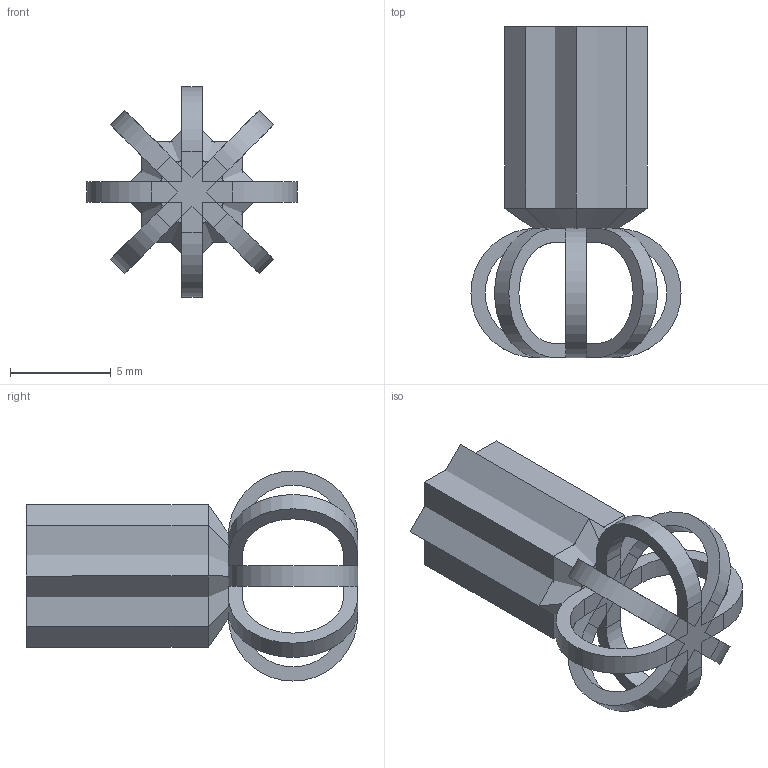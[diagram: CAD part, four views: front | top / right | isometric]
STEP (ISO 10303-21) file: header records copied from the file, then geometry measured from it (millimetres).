
FILE_DESCRIPTION (( 'STEP AP214' ), '1' );
FILE_NAME ('SpringResonator_2x45_2.5_0.7_1.STEP', '2022-12-08T16:48:14', ( '' ), ( '' ), 'SwSTEP 2.0', 'SolidWorks 2021', '' );
FILE_SCHEMA (( 'AUTOMOTIVE_DESIGN' ));
Length unit declared in the file: millimetre
Products named in the file (1): SpringResonator_2x45_2.5_0.7_1
Bounding box: 10.4 x 16.4 x 10.4 mm (x, y, z)
Volume: 552.4 mm3; surface area: 806.4 mm2
Topology: 4 solids, 4 shells, 60 faces, 184 edges, 120 vertices
Faces by surface type: plane 44, cylinder 16
Entity records: 2121 total; most frequent: ORIENTED_EDGE 368, CARTESIAN_POINT 365, DIRECTION 338, EDGE_CURVE 184, VECTOR 152, LINE 152, VERTEX_POINT 120, AXIS2_PLACEMENT_3D 93
